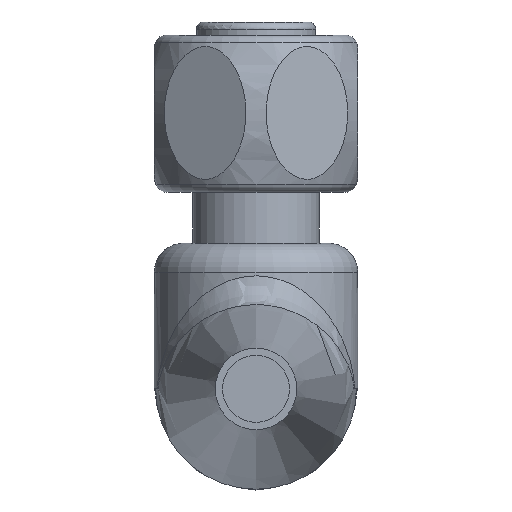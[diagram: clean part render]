
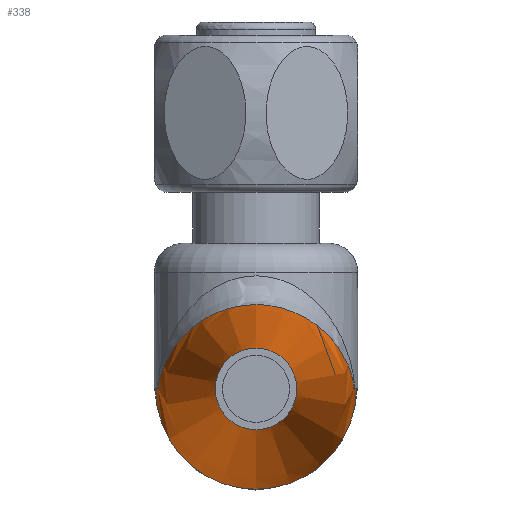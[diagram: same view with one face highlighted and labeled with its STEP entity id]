
A CAD part, front view. The second image highlights one B-rep face of the part: STEP entity #338.
In plain terms, the highlighted conical face has half-angle 7.97 degrees and reference radius 7 mm.
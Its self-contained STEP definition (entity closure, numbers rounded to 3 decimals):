
#89=LINE('',#2321,#145);
#90=LINE('',#2327,#146);
#145=VECTOR('',#1750,1.);
#146=VECTOR('',#1757,1.);
#209=CONICAL_SURFACE('',#1383,7.,7.97);
#229=B_SPLINE_CURVE_WITH_KNOTS('',3,(#2332,#2333,#2334,#2335,#2336,#2337,
#2338,#2339,#2340,#2341,#2342,#2343,#2344,#2345,#2346,#2347,#2348,#2349,
#2350,#2351,#2352,#2353,#2354,#2355,#2356,#2357,#2358,#2359,#2360,#2361,
#2362,#2363,#2364,#2365,#2366,#2367,#2368,#2369,#2370,#2371,#2372,#2373,
#2374,#2375,#2376,#2377,#2378,#2379,#2380,#2381,#2382,#2383,#2384,#2385,
#2386,#2387,#2388,#2389,#2390,#2391,#2392,#2393,#2394,#2395,#2396,#2397,
#2398,#2399,#2400,#2401,#2402,#2403,#2404,#2405,#2406,#2407,#2408,#2409,
#2410,#2411),.UNSPECIFIED.,.F.,.F.,(4,2,2,2,2,2,2,2,2,2,2,2,2,2,2,2,2,2,
2,2,2,2,2,2,2,2,1,2,2,2,2,2,2,2,2,1,2,2,2,2,4),(0.,0.016,0.023,
0.031,0.047,0.055,0.059,
0.062,0.094,0.109,0.117,
0.125,0.187,0.219,0.234,
0.242,0.25,0.375,0.437,
0.469,0.5,0.531,0.562,
0.625,0.75,0.758,0.766,
0.781,0.812,0.875,0.883,
0.891,0.906,0.937,0.941,
0.945,0.953,0.969,0.977,
0.984,1.),.UNSPECIFIED.);
#338=ADVANCED_FACE('',(#433,#434),#209,.T.);
#433=FACE_BOUND('',#548,.T.);
#434=FACE_BOUND('',#549,.T.);
#548=EDGE_LOOP('',(#848,#849,#850,#851));
#549=EDGE_LOOP('',(#852));
#848=ORIENTED_EDGE('',*,*,#1128,.T.);
#849=ORIENTED_EDGE('',*,*,#1133,.T.);
#850=ORIENTED_EDGE('',*,*,#1131,.T.);
#851=ORIENTED_EDGE('',*,*,#1134,.T.);
#852=ORIENTED_EDGE('',*,*,#1120,.F.);
#970=VERTEX_POINT('',#2263);
#977=VERTEX_POINT('',#2320);
#978=VERTEX_POINT('',#2322);
#979=VERTEX_POINT('',#2326);
#980=VERTEX_POINT('',#2328);
#1120=EDGE_CURVE('',#970,#970,#1211,.T.);
#1128=EDGE_CURVE('',#978,#977,#89,.T.);
#1131=EDGE_CURVE('',#980,#979,#90,.T.);
#1133=EDGE_CURVE('',#977,#980,#1221,.T.);
#1134=EDGE_CURVE('',#979,#978,#229,.T.);
#1211=CIRCLE('',#1368,2.8);
#1221=CIRCLE('',#1382,6.896);
#1368=AXIS2_PLACEMENT_3D('',#2262,#1732,#1733);
#1382=AXIS2_PLACEMENT_3D('',#2331,#1762,#1763);
#1383=AXIS2_PLACEMENT_3D('',#2412,#1764,#1765);
#1732=DIRECTION('',(0.,-1.,0.));
#1733=DIRECTION('',(0.,0.,1.));
#1750=DIRECTION('',(-0.139,0.99,0.));
#1757=DIRECTION('',(-0.139,-0.99,0.));
#1762=DIRECTION('',(0.,-1.,0.));
#1763=DIRECTION('',(0.,0.,-1.));
#1764=DIRECTION('',(0.,1.,0.));
#1765=DIRECTION('',(0.,0.,1.));
#2262=CARTESIAN_POINT('',(0.,-30.,-25.2));
#2263=CARTESIAN_POINT('',(0.,-30.,-22.4));
#2320=CARTESIAN_POINT('',(-6.896,-0.741,-25.2));
#2321=CARTESIAN_POINT('',(0.,-50.,-25.2));
#2322=CARTESIAN_POINT('',(-6.713,-2.052,-25.2));
#2326=CARTESIAN_POINT('',(6.713,-2.052,-25.2));
#2327=CARTESIAN_POINT('',(0.,-50.,-25.2));
#2328=CARTESIAN_POINT('',(6.896,-0.741,-25.2));
#2331=CARTESIAN_POINT('',(0.,-0.741,-25.2));
#2332=CARTESIAN_POINT('',(6.713,-2.052,-25.2));
#2333=CARTESIAN_POINT('',(6.713,-2.052,-25.102));
#2334=CARTESIAN_POINT('',(6.707,-2.077,-24.996));
#2335=CARTESIAN_POINT('',(6.689,-2.152,-24.827));
#2336=CARTESIAN_POINT('',(6.681,-2.184,-24.769));
#2337=CARTESIAN_POINT('',(6.661,-2.26,-24.649));
#2338=CARTESIAN_POINT('',(6.644,-2.325,-24.561));
#2339=CARTESIAN_POINT('',(6.621,-2.413,-24.452));
#2340=CARTESIAN_POINT('',(6.601,-2.484,-24.371));
#2341=CARTESIAN_POINT('',(6.564,-2.612,-24.236));
#2342=CARTESIAN_POINT('',(6.551,-2.658,-24.189));
#2343=CARTESIAN_POINT('',(6.528,-2.732,-24.116));
#2344=CARTESIAN_POINT('',(6.52,-2.757,-24.091));
#2345=CARTESIAN_POINT('',(6.504,-2.81,-24.04));
#2346=CARTESIAN_POINT('',(6.488,-2.861,-23.992));
#2347=CARTESIAN_POINT('',(6.476,-2.898,-23.957));
#2348=CARTESIAN_POINT('',(6.443,-3.006,-23.859));
#2349=CARTESIAN_POINT('',(6.347,-3.281,-23.616));
#2350=CARTESIAN_POINT('',(6.306,-3.392,-23.52));
#2351=CARTESIAN_POINT('',(6.231,-3.586,-23.354));
#2352=CARTESIAN_POINT('',(6.203,-3.655,-23.295));
#2353=CARTESIAN_POINT('',(6.141,-3.804,-23.171));
#2354=CARTESIAN_POINT('',(6.095,-3.911,-23.083));
#2355=CARTESIAN_POINT('',(5.876,-4.409,-22.675));
#2356=CARTESIAN_POINT('',(5.663,-4.809,-22.358));
#2357=CARTESIAN_POINT('',(5.338,-5.346,-21.941));
#2358=CARTESIAN_POINT('',(5.228,-5.514,-21.812));
#2359=CARTESIAN_POINT('',(5.065,-5.75,-21.631));
#2360=CARTESIAN_POINT('',(5.01,-5.826,-21.574));
#2361=CARTESIAN_POINT('',(4.929,-5.936,-21.49));
#2362=CARTESIAN_POINT('',(4.902,-5.972,-21.463));
#2363=CARTESIAN_POINT('',(4.848,-6.042,-21.409));
#2364=CARTESIAN_POINT('',(4.837,-6.057,-21.398));
#2365=CARTESIAN_POINT('',(4.108,-6.981,-20.696));
#2366=CARTESIAN_POINT('',(3.322,-7.633,-20.209));
#2367=CARTESIAN_POINT('',(2.096,-8.286,-19.732));
#2368=CARTESIAN_POINT('',(1.679,-8.45,-19.614));
#2369=CARTESIAN_POINT('',(1.051,-8.613,-19.498));
#2370=CARTESIAN_POINT('',(0.841,-8.654,-19.469));
#2371=CARTESIAN_POINT('',(0.422,-8.709,-19.431));
#2372=CARTESIAN_POINT('',(0.183,-8.723,-19.421));
#2373=CARTESIAN_POINT('',(-0.175,-8.723,-19.421));
#2374=CARTESIAN_POINT('',(-0.415,-8.709,-19.43));
#2375=CARTESIAN_POINT('',(-0.835,-8.655,-19.468));
#2376=CARTESIAN_POINT('',(-1.045,-8.615,-19.497));
#2377=CARTESIAN_POINT('',(-1.673,-8.452,-19.613));
#2378=CARTESIAN_POINT('',(-2.091,-8.289,-19.73));
#2379=CARTESIAN_POINT('',(-3.318,-7.636,-20.207));
#2380=CARTESIAN_POINT('',(-4.106,-6.984,-20.694));
#2381=CARTESIAN_POINT('',(-4.835,-6.059,-21.396));
#2382=CARTESIAN_POINT('',(-4.847,-6.044,-21.408));
#2383=CARTESIAN_POINT('',(-4.901,-5.973,-21.461));
#2384=CARTESIAN_POINT('',(-4.982,-5.865,-21.543));
#2385=CARTESIAN_POINT('',(-5.063,-5.751,-21.63));
#2386=CARTESIAN_POINT('',(-5.227,-5.515,-21.81));
#2387=CARTESIAN_POINT('',(-5.337,-5.347,-21.94));
#2388=CARTESIAN_POINT('',(-5.662,-4.811,-22.357));
#2389=CARTESIAN_POINT('',(-5.876,-4.41,-22.674));
#2390=CARTESIAN_POINT('',(-6.095,-3.911,-23.082));
#2391=CARTESIAN_POINT('',(-6.141,-3.805,-23.17));
#2392=CARTESIAN_POINT('',(-6.202,-3.657,-23.294));
#2393=CARTESIAN_POINT('',(-6.23,-3.587,-23.353));
#2394=CARTESIAN_POINT('',(-6.306,-3.393,-23.518));
#2395=CARTESIAN_POINT('',(-6.346,-3.283,-23.614));
#2396=CARTESIAN_POINT('',(-6.442,-3.009,-23.856));
#2397=CARTESIAN_POINT('',(-6.475,-2.901,-23.954));
#2398=CARTESIAN_POINT('',(-6.486,-2.865,-23.988));
#2399=CARTESIAN_POINT('',(-6.503,-2.815,-24.036));
#2400=CARTESIAN_POINT('',(-6.519,-2.762,-24.086));
#2401=CARTESIAN_POINT('',(-6.542,-2.685,-24.161));
#2402=CARTESIAN_POINT('',(-6.563,-2.616,-24.232));
#2403=CARTESIAN_POINT('',(-6.6,-2.488,-24.367));
#2404=CARTESIAN_POINT('',(-6.62,-2.416,-24.448));
#2405=CARTESIAN_POINT('',(-6.643,-2.328,-24.558));
#2406=CARTESIAN_POINT('',(-6.661,-2.262,-24.646));
#2407=CARTESIAN_POINT('',(-6.68,-2.185,-24.767));
#2408=CARTESIAN_POINT('',(-6.688,-2.153,-24.825));
#2409=CARTESIAN_POINT('',(-6.707,-2.077,-24.995));
#2410=CARTESIAN_POINT('',(-6.713,-2.052,-25.102));
#2411=CARTESIAN_POINT('',(-6.713,-2.052,-25.2));
#2412=CARTESIAN_POINT('',(0.,0.,-25.2));
